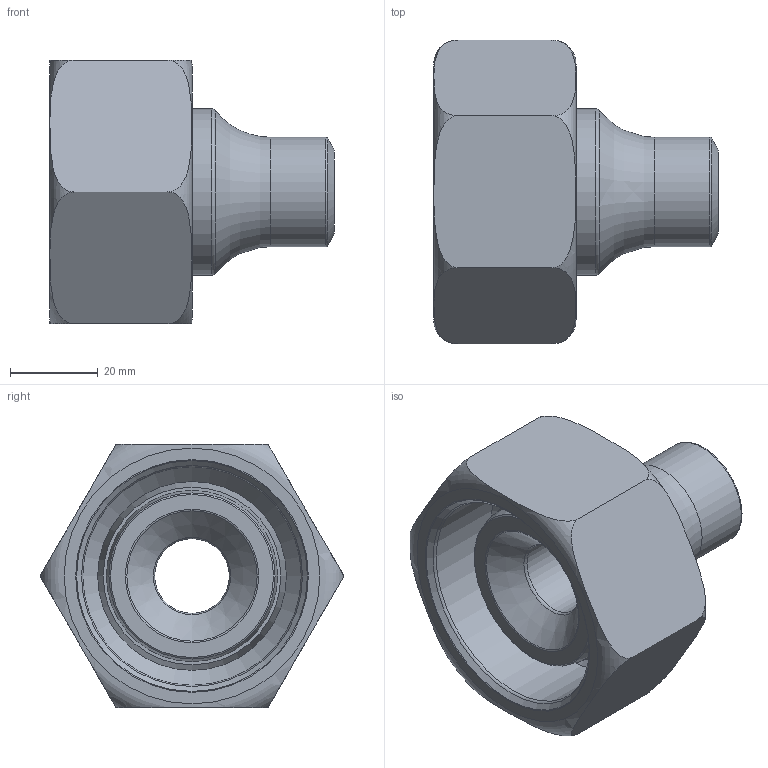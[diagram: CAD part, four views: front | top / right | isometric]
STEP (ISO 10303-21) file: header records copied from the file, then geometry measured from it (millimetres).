
FILE_DESCRIPTION(/* description */ (''),/* implementation_level */ '2;1');
FILE_NAME(/* name */ 'ARKM38-25.stp',/* time_stamp */ '2024-07-15T08:12:32+02:00',/* author */ (''),/* organization */ (''),/* preprocessor_version */ 'ST-DEVELOPER v16',/* originating_system */ 'SIEMENS PLM Software NX 10.0',/* authorisation */ '');
FILE_SCHEMA (('CONFIG_CONTROL_DESIGN'));
Length unit declared in the file: millimetre
Products named in the file (4): X-OR-38; X-ARK38-25; X-M38; ARKM38-25
Assembly tree (3 placements, depth 2):
  ARKM38-25
    X-M38
    X-ARK38-25
    X-OR-38
Bounding box: 64.96 x 69.28 x 60 mm (x, y, z)
Volume: 82872.7 mm3; surface area: 26034.9 mm2
Topology: 3 solids, 3 shells, 152 faces, 394 edges, 258 vertices
Faces by surface type: plane 99, bspline 15, torus 14, cylinder 12, cone 11, revolution 1
Full cylindrical faces by diameter (mm): 17.045 x1, 25 x1, 37.889 x1, 38.345 x1, 43 x1, 49.8 x1
Entity records: 5529 total; most frequent: CARTESIAN_POINT 1737, ORIENTED_EDGE 694, DIRECTION 613, EDGE_CURVE 347, VERTEX_POINT 245, LINE 234, VECTOR 234, EDGE_LOOP 199
